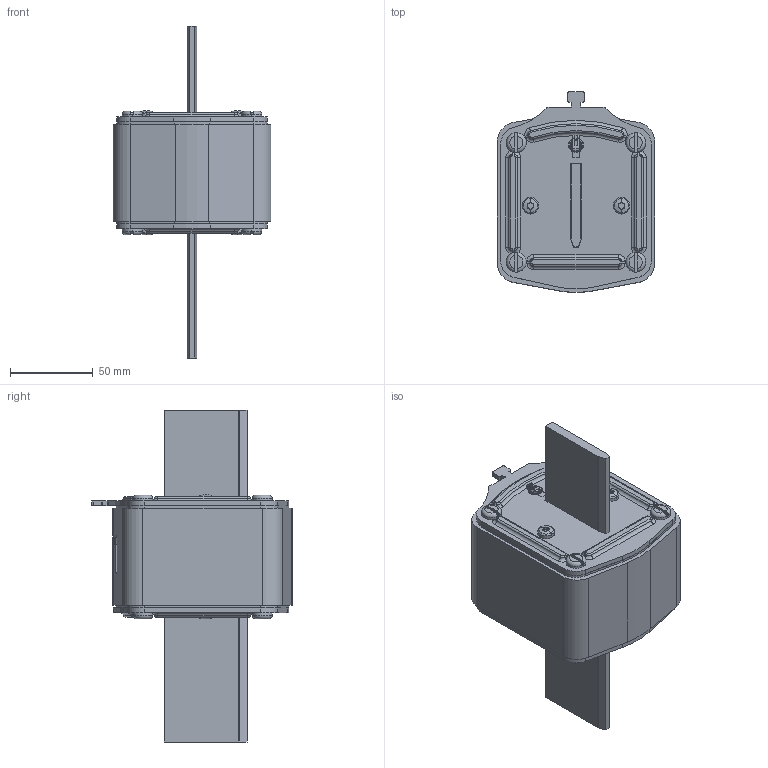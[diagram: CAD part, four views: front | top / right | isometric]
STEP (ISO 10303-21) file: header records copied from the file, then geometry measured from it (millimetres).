
FILE_DESCRIPTION((''),'2;1');
FILE_NAME('004113858_NH4A_GG_630A_400V_MET_ASM','2022-12-12T14:16:13',('klemen.sitar'),('Audax d.o.o.'),'CREO PARAMETRIC BY PTC INC, 2021304','CREO PARAMETRIC BY PTC INC, 2021304','');
FILE_SCHEMA(('AP242_MANAGED_MODEL_BASED_3D_ENGINEERING_MIM_LF { 1 0 10303 442 1 1 4 }'));
Products named in the file (16): 0000029476_1_1_1_1; 0000032864_1_1_1_1; 0000032841_1_1_1_1; 0000053037_1_1_1_1; 0000053039_1_1_1_1; 0000016201_AF1_1_1_1_1; 0000033047_1_1_1_1; 0000033044_1_1_1_1; 0000032678_1_1_1_1; 0000032679_1_1_1_1; PRT0002_1; PRT0003_1_1; PRT0003_1_2; PRT0003_1_3; PRT0003_1_ASM; 004113858_NH4A_GG_630A_400V_MET_ASM
Assembly tree (26 placements, depth 3):
  004113858_NH4A_GG_630A_400V_MET_ASM
    0000029476_1_1_1_1  x2
    0000032864_1_1_1_1
    0000032841_1_1_1_1
    0000053037_1_1_1_1  x4
    0000053039_1_1_1_1  x8
    0000016201_AF1_1_1_1_1
    0000033047_1_1_1_1
    0000033044_1_1_1_1
    0000032678_1_1_1_1
    0000032679_1_1_1_1
    PRT0002_1
    PRT0003_1_ASM
      PRT0003_1_1
      PRT0003_1_2
      PRT0003_1_3
Bounding box: 95 x 120.95 x 200.1 mm (x, y, z)
Volume: 684084.6 mm3; surface area: 144878.4 mm2
Topology: 25 solids, 29 shells, 1001 faces, 7378 edges, 6466 vertices
Faces by surface type: plane 421, cylinder 358, torus 136, cone 36, sphere 28, bspline 20, extrusion 2
Entity records: 87031 total; most frequent: CARTESIAN_POINT 10345, DIRECTION 8896, PRESENTATION_STYLE_ASSIGNMENT 7068, STYLED_ITEM 7068, CURVE_STYLE 6449, VECTOR 5904, LINE 5902, TRIMMED_CURVE 4888
